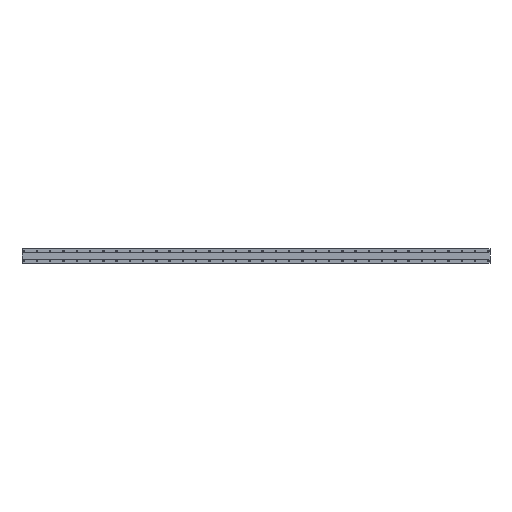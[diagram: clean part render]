
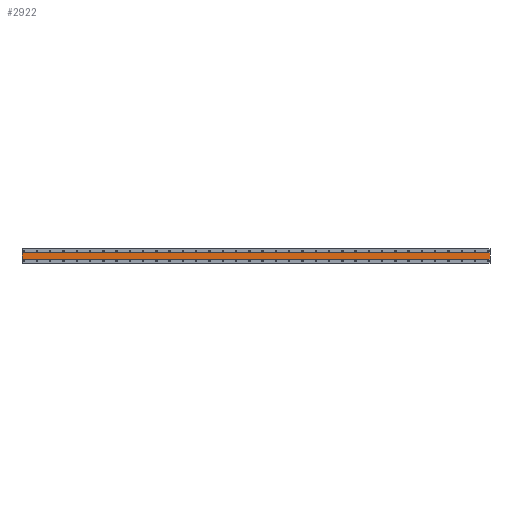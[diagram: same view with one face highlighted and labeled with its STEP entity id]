
A CAD part, front view. The second image highlights one B-rep face of the part: STEP entity #2922.
In plain terms, the highlighted planar face has unit normal (0, -1, 0).
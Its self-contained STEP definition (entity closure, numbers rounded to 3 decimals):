
#1151 = FACE_OUTER_BOUND ( 'NONE', #3459, .T. ) ;
#1481 = LINE ( 'NONE', #6054, #4008 ) ;
#2284 = VERTEX_POINT ( 'NONE', #4160 ) ;
#2294 = DIRECTION ( 'NONE',  ( 1., 0., 0. ) ) ;
#2753 = CARTESIAN_POINT ( 'NONE',  ( 2810., 1., 20. ) ) ;
#2922 = ADVANCED_FACE ( 'NONE', ( #1151 ), #7847, .F. ) ;
#3137 = CARTESIAN_POINT ( 'NONE',  ( 2810., 1., 20. ) ) ;
#3459 = EDGE_LOOP ( 'NONE', ( #10254, #8089, #4087, #10105 ) ) ;
#4008 = VECTOR ( 'NONE', #2294, 1000. ) ;
#4055 = LINE ( 'NONE', #11343, #10683 ) ;
#4087 = ORIENTED_EDGE ( 'NONE', *, *, #10615, .F. ) ;
#4160 = CARTESIAN_POINT ( 'NONE',  ( 2810., 1., -20. ) ) ;
#4277 = CARTESIAN_POINT ( 'NONE',  ( -10., 1., 20. ) ) ;
#4819 = CARTESIAN_POINT ( 'NONE',  ( -10., 1., -20. ) ) ;
#5191 = DIRECTION ( 'NONE',  ( 0., 0., 1. ) ) ;
#5919 = VERTEX_POINT ( 'NONE', #9356 ) ;
#6054 = CARTESIAN_POINT ( 'NONE',  ( 2810., 1., 20. ) ) ;
#6398 = EDGE_CURVE ( 'NONE', #2284, #9744, #4055, .T. ) ;
#6912 = DIRECTION ( 'NONE',  ( 0., 1., 0. ) ) ;
#7847 = PLANE ( 'NONE',  #10524 ) ;
#8089 = ORIENTED_EDGE ( 'NONE', *, *, #11651, .F. ) ;
#8206 = CARTESIAN_POINT ( 'NONE',  ( 2810., 1., 20. ) ) ;
#9010 = VERTEX_POINT ( 'NONE', #8206 ) ;
#9012 = LINE ( 'NONE', #4277, #10543 ) ;
#9356 = CARTESIAN_POINT ( 'NONE',  ( -10., 1., 20. ) ) ;
#9552 = DIRECTION ( 'NONE',  ( 0., 0., 1. ) ) ;
#9744 = VERTEX_POINT ( 'NONE', #4819 ) ;
#10105 = ORIENTED_EDGE ( 'NONE', *, *, #10996, .F. ) ;
#10254 = ORIENTED_EDGE ( 'NONE', *, *, #6398, .F. ) ;
#10419 = DIRECTION ( 'NONE',  ( -1., 0., 0. ) ) ;
#10477 = DIRECTION ( 'NONE',  ( 0., 0., -1. ) ) ;
#10524 = AXIS2_PLACEMENT_3D ( 'NONE', #3137, #6912, #9552 ) ;
#10543 = VECTOR ( 'NONE', #5191, 1000. ) ;
#10615 = EDGE_CURVE ( 'NONE', #5919, #9010, #1481, .T. ) ;
#10683 = VECTOR ( 'NONE', #10419, 1000. ) ;
#10820 = VECTOR ( 'NONE', #10477, 1000. ) ;
#10996 = EDGE_CURVE ( 'NONE', #9744, #5919, #9012, .T. ) ;
#11343 = CARTESIAN_POINT ( 'NONE',  ( 2810., 1., -20. ) ) ;
#11414 = LINE ( 'NONE', #2753, #10820 ) ;
#11651 = EDGE_CURVE ( 'NONE', #9010, #2284, #11414, .T. ) ;
